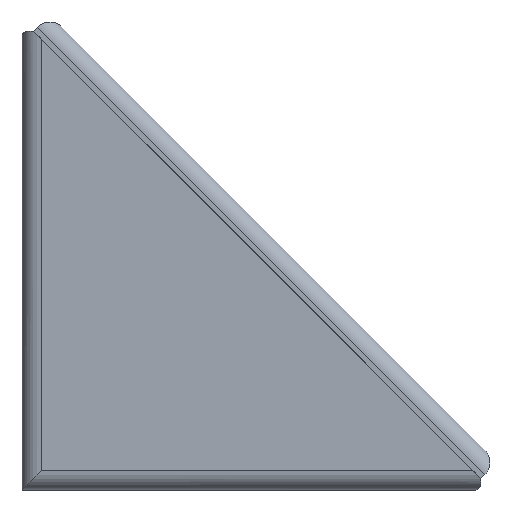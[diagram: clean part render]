
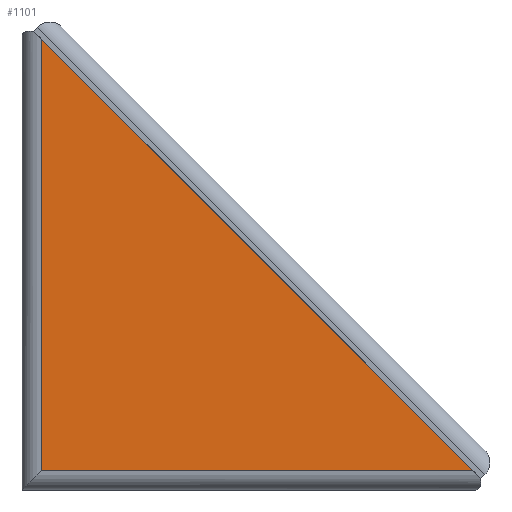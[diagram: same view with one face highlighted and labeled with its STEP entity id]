
A CAD part, front view. The second image highlights one B-rep face of the part: STEP entity #1101.
In plain terms, the highlighted planar face has unit normal (0, -1, 0).
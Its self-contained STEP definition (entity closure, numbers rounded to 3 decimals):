
#63 = LINE ( 'NONE', #929, #1283 ) ;
#108 = EDGE_CURVE ( 'NONE', #630, #768, #163, .T. ) ;
#163 = LINE ( 'NONE', #242, #921 ) ;
#173 = CARTESIAN_POINT ( 'NONE',  ( 14.4, 0., 14.4 ) ) ;
#219 = FACE_OUTER_BOUND ( 'NONE', #1195, .T. ) ;
#242 = CARTESIAN_POINT ( 'NONE',  ( 1., 0., 40. ) ) ;
#252 = CARTESIAN_POINT ( 'NONE',  ( 1.7, 0., 1.7 ) ) ;
#253 = EDGE_CURVE ( 'NONE', #877, #768, #1341, .T. ) ;
#510 = DIRECTION ( 'NONE',  ( 0., 0., -1. ) ) ;
#630 = VERTEX_POINT ( 'NONE', #1134 ) ;
#721 = PLANE ( 'NONE',  #1065 ) ;
#768 = VERTEX_POINT ( 'NONE', #1310 ) ;
#800 = DIRECTION ( 'NONE',  ( 0., 0., -1. ) ) ;
#872 = DIRECTION ( 'NONE',  ( 1., 0., 0. ) ) ;
#877 = VERTEX_POINT ( 'NONE', #252 ) ;
#885 = EDGE_CURVE ( 'NONE', #630, #877, #63, .T. ) ;
#921 = VECTOR ( 'NONE', #1154, 1000. ) ;
#929 = CARTESIAN_POINT ( 'NONE',  ( 1.7, 0., 14.4 ) ) ;
#945 = ORIENTED_EDGE ( 'NONE', *, *, #885, .T. ) ;
#1063 = DIRECTION ( 'NONE',  ( 0., -1., 0. ) ) ;
#1065 = AXIS2_PLACEMENT_3D ( 'NONE', #173, #1063, #510 ) ;
#1082 = ORIENTED_EDGE ( 'NONE', *, *, #253, .T. ) ;
#1101 = ADVANCED_FACE ( 'NONE', ( #219 ), #721, .T. ) ;
#1134 = CARTESIAN_POINT ( 'NONE',  ( 1.7, 0., 39.3 ) ) ;
#1154 = DIRECTION ( 'NONE',  ( 0.707, 0., -0.707 ) ) ;
#1195 = EDGE_LOOP ( 'NONE', ( #1082, #1365, #945 ) ) ;
#1283 = VECTOR ( 'NONE', #800, 1000. ) ;
#1302 = VECTOR ( 'NONE', #872, 1000. ) ;
#1310 = CARTESIAN_POINT ( 'NONE',  ( 39.3, 0., 1.7 ) ) ;
#1341 = LINE ( 'NONE', #1421, #1302 ) ;
#1365 = ORIENTED_EDGE ( 'NONE', *, *, #108, .F. ) ;
#1421 = CARTESIAN_POINT ( 'NONE',  ( 14.4, 0., 1.7 ) ) ;
